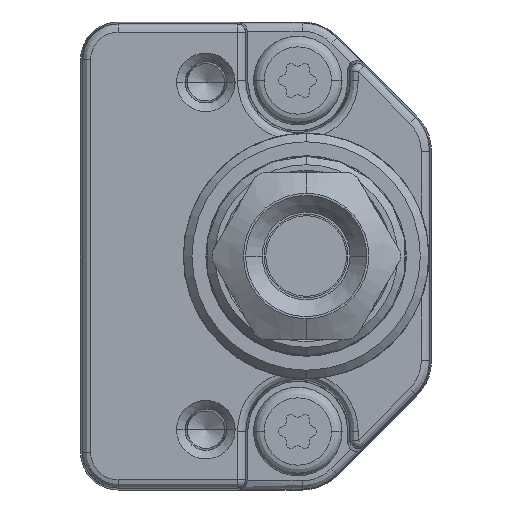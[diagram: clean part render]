
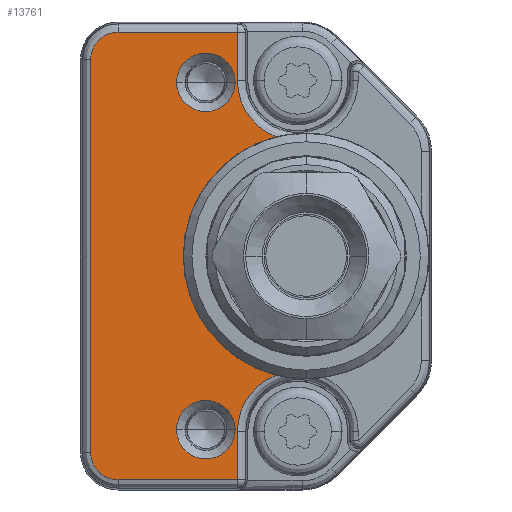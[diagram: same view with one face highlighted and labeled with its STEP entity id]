
A CAD part, left-side view. The second image highlights one B-rep face of the part: STEP entity #13761.
In plain terms, the highlighted planar face has unit normal (-1, 0, 0).
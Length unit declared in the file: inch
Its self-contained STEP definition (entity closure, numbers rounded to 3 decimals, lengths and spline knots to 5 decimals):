
#511=CARTESIAN_POINT('',(-13.,9.29653,-7.1271));
#659=CARTESIAN_POINT('',(-13.,9.29653,7.1271));
#682=CARTESIAN_POINT('',(-13.,8.,-10.5));
#683=DIRECTION('',(1.,0.,0.));
#684=DIRECTION('',(0.,1.,0.));
#685=AXIS2_PLACEMENT_3D('',#682,#683,#684);
#687=DIRECTION('',(0.,0.,1.));
#688=VECTOR('',#687,2.8909);
#689=CARTESIAN_POINT('',(-13.,11.61353,-13.3909));
#690=LINE('',#689,#688);
#691=DIRECTION('',(0.,-1.,0.));
#692=VECTOR('',#691,7.13647);
#693=CARTESIAN_POINT('',(-13.,18.75,-13.3909));
#694=LINE('',#693,#692);
#695=CARTESIAN_POINT('',(-13.,18.75,-11.75));
#696=DIRECTION('',(-1.,0.,0.));
#697=DIRECTION('',(0.,1.,0.));
#698=AXIS2_PLACEMENT_3D('',#695,#696,#697);
#700=DIRECTION('',(0.,0.,-1.));
#701=VECTOR('',#700,23.5);
#702=CARTESIAN_POINT('',(-13.,20.3909,11.75));
#703=LINE('',#702,#701);
#704=CARTESIAN_POINT('',(-13.,18.75,11.75));
#705=DIRECTION('',(-1.,0.,0.));
#706=DIRECTION('',(0.,0.,1.));
#707=AXIS2_PLACEMENT_3D('',#704,#705,#706);
#709=DIRECTION('',(0.,1.,0.));
#710=VECTOR('',#709,7.13647);
#711=CARTESIAN_POINT('',(-13.,11.61353,13.3909));
#712=LINE('',#711,#710);
#713=DIRECTION('',(0.,0.,1.));
#714=VECTOR('',#713,2.8909);
#715=CARTESIAN_POINT('',(-13.,11.61353,10.5));
#716=LINE('',#715,#714);
#717=CARTESIAN_POINT('',(-13.,8.,10.5));
#718=DIRECTION('',(1.,0.,0.));
#719=DIRECTION('',(0.,0.359,-0.933));
#720=AXIS2_PLACEMENT_3D('',#717,#718,#719);
#722=CARTESIAN_POINT('',(-13.,7.5,0.));
#723=DIRECTION('',(-1.,0.,0.));
#724=DIRECTION('',(0.,0.244,0.97));
#725=AXIS2_PLACEMENT_3D('',#722,#723,#724);
#727=CARTESIAN_POINT('',(-13.,13.5,-10.3923));
#728=DIRECTION('',(1.,0.,0.));
#729=DIRECTION('',(0.,-1.,0.));
#730=AXIS2_PLACEMENT_3D('',#727,#728,#729);
#732=CARTESIAN_POINT('',(-13.,13.5,-10.3923));
#733=DIRECTION('',(1.,0.,0.));
#734=DIRECTION('',(0.,1.,0.));
#735=AXIS2_PLACEMENT_3D('',#732,#733,#734);
#737=CARTESIAN_POINT('',(-13.,13.5,10.3923));
#738=DIRECTION('',(1.,0.,0.));
#739=DIRECTION('',(0.,-1.,0.));
#740=AXIS2_PLACEMENT_3D('',#737,#738,#739);
#742=CARTESIAN_POINT('',(-13.,13.5,10.3923));
#743=DIRECTION('',(1.,0.,0.));
#744=DIRECTION('',(0.,1.,0.));
#745=AXIS2_PLACEMENT_3D('',#742,#743,#744);
#11980=VERTEX_POINT('',#511);
#11981=VERTEX_POINT('',#659);
#11998=CARTESIAN_POINT('',(-13.,20.3909,-11.75));
#11999=CARTESIAN_POINT('',(-13.,18.75,-13.3909));
#12000=VERTEX_POINT('',#11998);
#12001=VERTEX_POINT('',#11999);
#12006=CARTESIAN_POINT('',(-13.,20.3909,11.75));
#12007=VERTEX_POINT('',#12006);
#12010=CARTESIAN_POINT('',(-13.,18.75,13.3909));
#12011=VERTEX_POINT('',#12010);
#12040=CARTESIAN_POINT('',(-13.,11.61353,-10.5));
#12041=VERTEX_POINT('',#12040);
#12042=CARTESIAN_POINT('',(-13.,11.61353,-13.3909));
#12043=VERTEX_POINT('',#12042);
#12060=CARTESIAN_POINT('',(-13.,11.61353,10.5));
#12061=VERTEX_POINT('',#12060);
#12062=CARTESIAN_POINT('',(-13.,11.61353,13.3909));
#12063=VERTEX_POINT('',#12062);
#12121=CARTESIAN_POINT('',(-13.,11.75,-10.3923));
#12122=CARTESIAN_POINT('',(-13.,15.25,-10.3923));
#12123=VERTEX_POINT('',#12121);
#12124=VERTEX_POINT('',#12122);
#12129=CARTESIAN_POINT('',(-13.,11.75,10.3923));
#12130=CARTESIAN_POINT('',(-13.,15.25,10.3923));
#12131=VERTEX_POINT('',#12129);
#12132=VERTEX_POINT('',#12130);
#13726=CARTESIAN_POINT('',(-13.,0.,0.));
#13727=DIRECTION('',(-1.,0.,0.));
#13728=DIRECTION('',(0.,0.,1.));
#13729=AXIS2_PLACEMENT_3D('',#13726,#13727,#13728);
#13730=PLANE('',#13729);
#13731=ORIENTED_EDGE('',*,*,#13574,.F.);
#13733=ORIENTED_EDGE('',*,*,#13732,.F.);
#13735=ORIENTED_EDGE('',*,*,#13734,.F.);
#13737=ORIENTED_EDGE('',*,*,#13736,.F.);
#13739=ORIENTED_EDGE('',*,*,#13738,.F.);
#13741=ORIENTED_EDGE('',*,*,#13740,.F.);
#13743=ORIENTED_EDGE('',*,*,#13742,.F.);
#13744=ORIENTED_EDGE('',*,*,#13717,.F.);
#13745=ORIENTED_EDGE('',*,*,#13675,.F.);
#13746=ORIENTED_EDGE('',*,*,#13589,.T.);
#13747=EDGE_LOOP('',(#13731,#13733,#13735,#13737,#13739,#13741,#13743,#13744,
#13745,#13746));
#13748=FACE_OUTER_BOUND('',#13747,.F.);
#13750=ORIENTED_EDGE('',*,*,#13749,.F.);
#13752=ORIENTED_EDGE('',*,*,#13751,.F.);
#13753=EDGE_LOOP('',(#13750,#13752));
#13754=FACE_BOUND('',#13753,.F.);
#13756=ORIENTED_EDGE('',*,*,#13755,.F.);
#13758=ORIENTED_EDGE('',*,*,#13757,.F.);
#13759=EDGE_LOOP('',(#13756,#13758));
#13760=FACE_BOUND('',#13759,.F.);
#13761=ADVANCED_FACE('',(#13748,#13754,#13760),#13730,.T.);
#686=CIRCLE('',#685,3.61353);
#699=CIRCLE('',#698,1.6409);
#708=CIRCLE('',#707,1.6409);
#721=CIRCLE('',#720,3.61353);
#726=CIRCLE('',#725,7.35);
#731=CIRCLE('',#730,1.75);
#736=CIRCLE('',#735,1.75);
#741=CIRCLE('',#740,1.75);
#746=CIRCLE('',#745,1.75);
#13574=EDGE_CURVE('',#12041,#11980,#686,.T.);
#13589=EDGE_CURVE('',#11981,#11980,#726,.T.);
#13675=EDGE_CURVE('',#11981,#12061,#721,.T.);
#13717=EDGE_CURVE('',#12061,#12063,#716,.T.);
#13732=EDGE_CURVE('',#12043,#12041,#690,.T.);
#13734=EDGE_CURVE('',#12001,#12043,#694,.T.);
#13736=EDGE_CURVE('',#12000,#12001,#699,.T.);
#13738=EDGE_CURVE('',#12007,#12000,#703,.T.);
#13740=EDGE_CURVE('',#12011,#12007,#708,.T.);
#13742=EDGE_CURVE('',#12063,#12011,#712,.T.);
#13749=EDGE_CURVE('',#12123,#12124,#731,.T.);
#13751=EDGE_CURVE('',#12124,#12123,#736,.T.);
#13755=EDGE_CURVE('',#12131,#12132,#741,.T.);
#13757=EDGE_CURVE('',#12132,#12131,#746,.T.);
